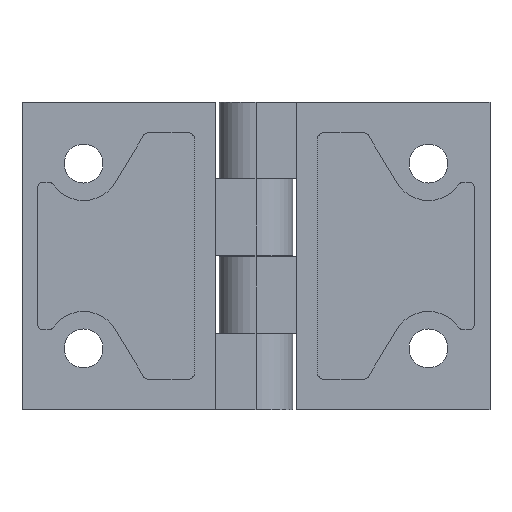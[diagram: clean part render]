
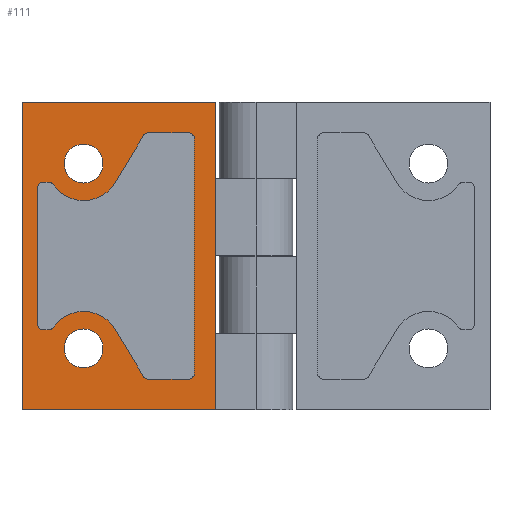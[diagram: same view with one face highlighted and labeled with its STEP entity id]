
A CAD part, front view. The second image highlights one B-rep face of the part: STEP entity #111.
In plain terms, the highlighted planar face has unit normal (0, -1, 0).
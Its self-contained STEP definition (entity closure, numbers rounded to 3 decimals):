
#111=ADVANCED_FACE('',(#263,#264,#265,#266),#267,.F.);
#263=FACE_OUTER_BOUND('',#537,.T.);
#264=FACE_BOUND('',#538,.T.);
#265=FACE_BOUND('',#539,.T.);
#266=FACE_BOUND('',#540,.T.);
#267=PLANE('',#541);
#537=EDGE_LOOP('',(#929,#930,#931,#932));
#538=EDGE_LOOP('',(#933,#934,#935,#936,#937,#938,#939,#940,#941,#942,#943,#944,#945,#946,#947,#948,#949,#950,#951,#952));
#539=EDGE_LOOP('',(#953,#954));
#540=EDGE_LOOP('',(#955,#956));
#541=AXIS2_PLACEMENT_3D('',#957,#958,#959);
#929=ORIENTED_EDGE('',*,*,#1909,.T.);
#930=ORIENTED_EDGE('',*,*,#1910,.F.);
#931=ORIENTED_EDGE('',*,*,#1911,.F.);
#932=ORIENTED_EDGE('',*,*,#1908,.T.);
#933=ORIENTED_EDGE('',*,*,#1912,.F.);
#934=ORIENTED_EDGE('',*,*,#1913,.T.);
#935=ORIENTED_EDGE('',*,*,#1914,.F.);
#936=ORIENTED_EDGE('',*,*,#1915,.T.);
#937=ORIENTED_EDGE('',*,*,#1916,.F.);
#938=ORIENTED_EDGE('',*,*,#1917,.T.);
#939=ORIENTED_EDGE('',*,*,#1918,.F.);
#940=ORIENTED_EDGE('',*,*,#1919,.T.);
#941=ORIENTED_EDGE('',*,*,#1842,.F.);
#942=ORIENTED_EDGE('',*,*,#1920,.F.);
#943=ORIENTED_EDGE('',*,*,#1921,.F.);
#944=ORIENTED_EDGE('',*,*,#1922,.T.);
#945=ORIENTED_EDGE('',*,*,#1923,.F.);
#946=ORIENTED_EDGE('',*,*,#1924,.T.);
#947=ORIENTED_EDGE('',*,*,#1925,.F.);
#948=ORIENTED_EDGE('',*,*,#1926,.T.);
#949=ORIENTED_EDGE('',*,*,#1927,.F.);
#950=ORIENTED_EDGE('',*,*,#1928,.T.);
#951=ORIENTED_EDGE('',*,*,#1929,.F.);
#952=ORIENTED_EDGE('',*,*,#1829,.F.);
#953=ORIENTED_EDGE('',*,*,#1844,.F.);
#954=ORIENTED_EDGE('',*,*,#1930,.F.);
#955=ORIENTED_EDGE('',*,*,#1931,.T.);
#956=ORIENTED_EDGE('',*,*,#1851,.T.);
#957=CARTESIAN_POINT('',(-38.0,-6.5,25.0));
#958=DIRECTION('',(-0.0,1.0,0.0));
#959=DIRECTION('',(1.0,0.0,0.0));
#1829=EDGE_CURVE('',#2166,#2169,#2170,.T.);
#1842=EDGE_CURVE('',#2193,#2195,#2196,.T.);
#1844=EDGE_CURVE('',#2198,#2199,#2200,.T.);
#1851=EDGE_CURVE('',#2211,#2212,#2213,.T.);
#1908=EDGE_CURVE('',#2308,#2312,#2314,.T.);
#1909=EDGE_CURVE('',#2312,#2315,#2316,.T.);
#1910=EDGE_CURVE('',#2317,#2315,#2318,.T.);
#1911=EDGE_CURVE('',#2308,#2317,#2319,.T.);
#1912=EDGE_CURVE('',#2320,#2166,#2321,.T.);
#1913=EDGE_CURVE('',#2320,#2322,#2323,.T.);
#1914=EDGE_CURVE('',#2324,#2322,#2325,.T.);
#1915=EDGE_CURVE('',#2324,#2326,#2327,.T.);
#1916=EDGE_CURVE('',#2328,#2326,#2329,.T.);
#1917=EDGE_CURVE('',#2328,#2330,#2331,.T.);
#1918=EDGE_CURVE('',#2332,#2330,#2333,.T.);
#1919=EDGE_CURVE('',#2332,#2195,#2334,.T.);
#1920=EDGE_CURVE('',#2335,#2193,#2336,.T.);
#1921=EDGE_CURVE('',#2337,#2335,#2338,.T.);
#1922=EDGE_CURVE('',#2337,#2339,#2340,.T.);
#1923=EDGE_CURVE('',#2341,#2339,#2342,.T.);
#1924=EDGE_CURVE('',#2341,#2343,#2344,.T.);
#1925=EDGE_CURVE('',#2345,#2343,#2346,.T.);
#1926=EDGE_CURVE('',#2345,#2347,#2348,.T.);
#1927=EDGE_CURVE('',#2349,#2347,#2350,.T.);
#1928=EDGE_CURVE('',#2349,#2351,#2352,.T.);
#1929=EDGE_CURVE('',#2169,#2351,#2353,.T.);
#1930=EDGE_CURVE('',#2199,#2198,#2354,.T.);
#1931=EDGE_CURVE('',#2212,#2211,#2355,.T.);
#2166=VERTEX_POINT('',#2724);
#2169=VERTEX_POINT('',#2728);
#2170=CIRCLE('',#2729,6.0);
#2193=VERTEX_POINT('',#2757);
#2195=VERTEX_POINT('',#2760);
#2196=CIRCLE('',#2761,6.0);
#2198=VERTEX_POINT('',#2764);
#2199=VERTEX_POINT('',#2765);
#2200=CIRCLE('',#2766,3.15);
#2211=VERTEX_POINT('',#2781);
#2212=VERTEX_POINT('',#2782);
#2213=CIRCLE('',#2783,3.15);
#2308=VERTEX_POINT('',#2918);
#2312=VERTEX_POINT('',#2924);
#2314=LINE('',#2927,#2928);
#2315=VERTEX_POINT('',#2929);
#2316=LINE('',#2930,#2931);
#2317=VERTEX_POINT('',#2932);
#2318=LINE('',#2933,#2934);
#2319=LINE('',#2935,#2936);
#2320=VERTEX_POINT('',#2937);
#2321=CIRCLE('',#2938,6.0);
#2322=VERTEX_POINT('',#2939);
#2323=CIRCLE('',#2940,1.0);
#2324=VERTEX_POINT('',#2941);
#2325=LINE('',#2942,#2943);
#2326=VERTEX_POINT('',#2944);
#2327=CIRCLE('',#2945,1.0);
#2328=VERTEX_POINT('',#2946);
#2329=LINE('',#2947,#2948);
#2330=VERTEX_POINT('',#2949);
#2331=CIRCLE('',#2950,1.0);
#2332=VERTEX_POINT('',#2951);
#2333=LINE('',#2952,#2953);
#2334=CIRCLE('',#2954,1.0);
#2335=VERTEX_POINT('',#2955);
#2336=CIRCLE('',#2956,6.0);
#2337=VERTEX_POINT('',#2957);
#2338=LINE('',#2958,#2959);
#2339=VERTEX_POINT('',#2960);
#2340=CIRCLE('',#2961,1.0);
#2341=VERTEX_POINT('',#2962);
#2342=LINE('',#2963,#2964);
#2343=VERTEX_POINT('',#2965);
#2344=CIRCLE('',#2966,1.0);
#2345=VERTEX_POINT('',#2967);
#2346=LINE('',#2968,#2969);
#2347=VERTEX_POINT('',#2970);
#2348=CIRCLE('',#2971,1.0);
#2349=VERTEX_POINT('',#2972);
#2350=LINE('',#2973,#2974);
#2351=VERTEX_POINT('',#2975);
#2352=CIRCLE('',#2976,1.0);
#2353=LINE('',#2977,#2978);
#2354=CIRCLE('',#2979,3.15);
#2355=CIRCLE('',#2980,3.15);
#2724=CARTESIAN_POINT('',(-28.0,-6.5,-9.0));
#2728=CARTESIAN_POINT('',(-22.856,-6.5,-11.912));
#2729=AXIS2_PLACEMENT_3D('',#3507,#3508,#3509);
#2757=CARTESIAN_POINT('',(-28.0,-6.5,9.0));
#2760=CARTESIAN_POINT('',(-32.924,-6.5,11.571));
#2761=AXIS2_PLACEMENT_3D('',#3534,#3535,#3536);
#2764=CARTESIAN_POINT('',(-28.0,-6.5,-18.15));
#2765=CARTESIAN_POINT('',(-28.0,-6.5,-11.85));
#2766=AXIS2_PLACEMENT_3D('',#3538,#3539,#3540);
#2781=CARTESIAN_POINT('',(-28.0,-6.5,11.85));
#2782=CARTESIAN_POINT('',(-28.0,-6.5,18.15));
#2783=AXIS2_PLACEMENT_3D('',#3551,#3552,#3553);
#2918=CARTESIAN_POINT('',(-38.0,-6.5,25.0));
#2924=CARTESIAN_POINT('',(-38.0,-6.5,-25.0));
#2927=CARTESIAN_POINT('',(-38.0,-6.5,25.0));
#2928=VECTOR('',#3636,1000.0);
#2929=CARTESIAN_POINT('',(-6.5,-6.5,-25.0));
#2930=CARTESIAN_POINT('',(-38.0,-6.5,-25.0));
#2931=VECTOR('',#3637,1000.0);
#2932=CARTESIAN_POINT('',(-6.5,-6.5,25.0));
#2933=CARTESIAN_POINT('',(-6.5,-6.5,25.0));
#2934=VECTOR('',#3638,1000.0);
#2935=CARTESIAN_POINT('',(-38.0,-6.5,25.0));
#2936=VECTOR('',#3639,1000.0);
#2937=CARTESIAN_POINT('',(-32.924,-6.5,-11.571));
#2938=AXIS2_PLACEMENT_3D('',#3640,#3641,#3642);
#2939=CARTESIAN_POINT('',(-33.745,-6.5,-12.0));
#2940=AXIS2_PLACEMENT_3D('',#3643,#3644,#3645);
#2941=CARTESIAN_POINT('',(-34.5,-6.5,-12.0));
#2942=CARTESIAN_POINT('',(-35.5,-6.5,-12.0));
#2943=VECTOR('',#3646,1000.0);
#2944=CARTESIAN_POINT('',(-35.5,-6.5,-11.0));
#2945=AXIS2_PLACEMENT_3D('',#3647,#3648,#3649);
#2946=CARTESIAN_POINT('',(-35.5,-6.5,11.0));
#2947=CARTESIAN_POINT('',(-35.5,-6.5,-12.0));
#2948=VECTOR('',#3650,1000.0);
#2949=CARTESIAN_POINT('',(-34.5,-6.5,12.0));
#2950=AXIS2_PLACEMENT_3D('',#3651,#3652,#3653);
#2951=CARTESIAN_POINT('',(-33.745,-6.5,12.0));
#2952=CARTESIAN_POINT('',(-35.5,-6.5,12.0));
#2953=VECTOR('',#3654,1000.0);
#2954=AXIS2_PLACEMENT_3D('',#3655,#3656,#3657);
#2955=CARTESIAN_POINT('',(-22.856,-6.5,11.912));
#2956=AXIS2_PLACEMENT_3D('',#3658,#3659,#3660);
#2957=CARTESIAN_POINT('',(-18.291,-6.5,19.515));
#2958=CARTESIAN_POINT('',(-18.0,-6.5,20.0));
#2959=VECTOR('',#3661,1000.0);
#2960=CARTESIAN_POINT('',(-17.434,-6.5,20.0));
#2961=AXIS2_PLACEMENT_3D('',#3662,#3663,#3664);
#2962=CARTESIAN_POINT('',(-11.0,-6.5,20.0));
#2963=CARTESIAN_POINT('',(-10.0,-6.5,20.0));
#2964=VECTOR('',#3665,1000.0);
#2965=CARTESIAN_POINT('',(-10.0,-6.5,19.0));
#2966=AXIS2_PLACEMENT_3D('',#3666,#3667,#3668);
#2967=CARTESIAN_POINT('',(-10.0,-6.5,-19.0));
#2968=CARTESIAN_POINT('',(-10.0,-6.5,-20.0));
#2969=VECTOR('',#3669,1000.0);
#2970=CARTESIAN_POINT('',(-11.0,-6.5,-20.0));
#2971=AXIS2_PLACEMENT_3D('',#3670,#3671,#3672);
#2972=CARTESIAN_POINT('',(-17.434,-6.5,-20.0));
#2973=CARTESIAN_POINT('',(-10.0,-6.5,-20.0));
#2974=VECTOR('',#3673,1000.0);
#2975=CARTESIAN_POINT('',(-18.291,-6.5,-19.515));
#2976=AXIS2_PLACEMENT_3D('',#3674,#3675,#3676);
#2977=CARTESIAN_POINT('',(-18.0,-6.5,-20.0));
#2978=VECTOR('',#3677,1000.0);
#2979=AXIS2_PLACEMENT_3D('',#3678,#3679,#3680);
#2980=AXIS2_PLACEMENT_3D('',#3681,#3682,#3683);
#3507=CARTESIAN_POINT('',(-28.0,-6.5,-15.0));
#3508=DIRECTION('',(0.0,1.0,0.0));
#3509=DIRECTION('',(0.0,0.0,-1.0));
#3534=CARTESIAN_POINT('',(-28.0,-6.5,15.0));
#3535=DIRECTION('',(-0.0,1.0,0.0));
#3536=DIRECTION('',(0.0,0.0,1.0));
#3538=CARTESIAN_POINT('',(-28.0,-6.5,-15.0));
#3539=DIRECTION('',(0.0,-1.0,0.));
#3540=DIRECTION('',(0.0,0.,-1.0));
#3551=CARTESIAN_POINT('',(-28.0,-6.5,15.0));
#3552=DIRECTION('',(-0.0,1.0,0.));
#3553=DIRECTION('',(0.0,0.,1.0));
#3636=DIRECTION('',(-0.0,-0.0,-1.0));
#3637=DIRECTION('',(1.0,0.0,0.0));
#3638=DIRECTION('',(-0.0,-0.0,-1.0));
#3639=DIRECTION('',(1.0,0.0,0.0));
#3640=CARTESIAN_POINT('',(-28.0,-6.5,-15.0));
#3641=DIRECTION('',(0.0,1.0,0.0));
#3642=DIRECTION('',(0.0,0.0,-1.0));
#3643=CARTESIAN_POINT('',(-33.745,-6.5,-11.0));
#3644=DIRECTION('',(0.0,1.0,0.0));
#3645=DIRECTION('',(0.0,0.0,1.0));
#3646=DIRECTION('',(1.0,0.0,0.0));
#3647=CARTESIAN_POINT('',(-34.5,-6.5,-11.0));
#3648=DIRECTION('',(0.0,1.0,0.0));
#3649=DIRECTION('',(0.0,0.0,1.0));
#3650=DIRECTION('',(-0.0,-0.0,-1.0));
#3651=CARTESIAN_POINT('',(-34.5,-6.5,11.0));
#3652=DIRECTION('',(0.0,1.0,0.0));
#3653=DIRECTION('',(0.0,0.0,1.0));
#3654=DIRECTION('',(-1.0,-0.0,-0.0));
#3655=CARTESIAN_POINT('',(-33.745,-6.5,11.0));
#3656=DIRECTION('',(0.0,1.0,0.0));
#3657=DIRECTION('',(0.0,0.0,1.0));
#3658=CARTESIAN_POINT('',(-28.0,-6.5,15.0));
#3659=DIRECTION('',(-0.0,1.0,0.0));
#3660=DIRECTION('',(0.0,0.0,1.0));
#3661=DIRECTION('',(-0.515,0.0,-0.857));
#3662=CARTESIAN_POINT('',(-17.434,-6.5,19.0));
#3663=DIRECTION('',(0.0,1.0,0.0));
#3664=DIRECTION('',(0.0,0.0,1.0));
#3665=DIRECTION('',(-1.0,0.0,0.0));
#3666=CARTESIAN_POINT('',(-11.0,-6.5,19.0));
#3667=DIRECTION('',(0.0,1.0,0.0));
#3668=DIRECTION('',(0.0,0.0,1.0));
#3669=DIRECTION('',(0.,0.0,1.0));
#3670=CARTESIAN_POINT('',(-11.0,-6.5,-19.0));
#3671=DIRECTION('',(0.0,1.0,0.0));
#3672=DIRECTION('',(0.0,0.0,1.0));
#3673=DIRECTION('',(1.0,-0.0,-0.0));
#3674=CARTESIAN_POINT('',(-17.434,-6.5,-19.0));
#3675=DIRECTION('',(0.0,1.0,0.0));
#3676=DIRECTION('',(0.0,0.0,1.0));
#3677=DIRECTION('',(0.515,-0.0,-0.857));
#3678=CARTESIAN_POINT('',(-28.0,-6.5,-15.0));
#3679=DIRECTION('',(0.0,-1.0,0.));
#3680=DIRECTION('',(0.0,0.,-1.0));
#3681=CARTESIAN_POINT('',(-28.0,-6.5,15.0));
#3682=DIRECTION('',(-0.0,1.0,0.));
#3683=DIRECTION('',(0.0,0.,1.0));
